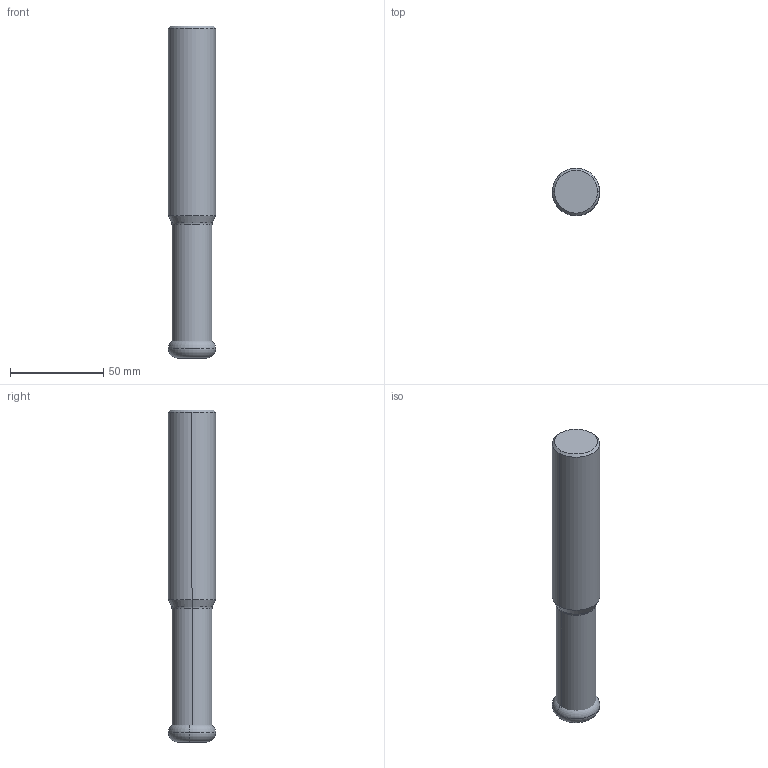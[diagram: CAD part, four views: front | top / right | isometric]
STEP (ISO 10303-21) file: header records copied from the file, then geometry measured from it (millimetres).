
FILE_DESCRIPTION(/* description */ (''),/* implementation_level */ '2;1');
FILE_NAME(/* name */ 'ARP5UPR1602SA16L_IR0_197.stp',/* time_stamp */ '2021-02-02T08:17:17+09:00',/* author */ (''),/* organization */ (''),/* preprocessor_version */ 'ST-DEVELOPER v16',/* originating_system */ 'SIEMENS PLM Software NX 10.0',/* authorisation */ '');
FILE_SCHEMA (('AUTOMOTIVE_DESIGN { 1 0 10303 214 3 1 1 1 }'));
Length unit declared in the file: millimetre
Products named in the file (1): ARP5UPR1602SA16L_IR0_197_ASM
Bounding box: 25.4 x 25.4 x 177.8 mm (x, y, z)
Volume: 82717.3 mm3; surface area: 15595.5 mm2
Topology: 2 solids, 2 shells, 37 faces, 102 edges, 73 vertices
Faces by surface type: torus 18, cone 10, cylinder 6, plane 3
Entity records: 1380 total; most frequent: DIRECTION 284, CARTESIAN_POINT 219, ORIENTED_EDGE 200, AXIS2_PLACEMENT_3D 134, EDGE_CURVE 100, CIRCLE 86, VERTEX_POINT 66, EDGE_LOOP 38
